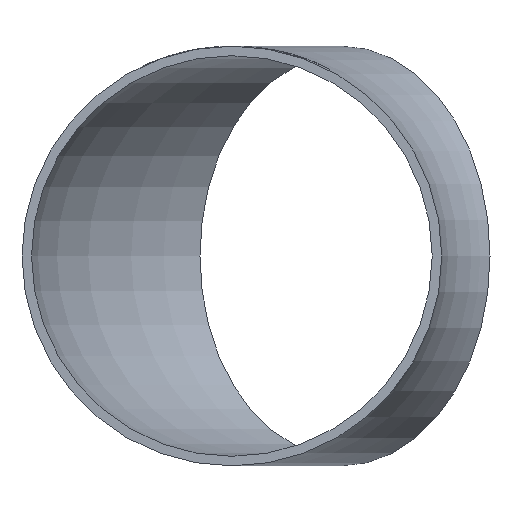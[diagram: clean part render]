
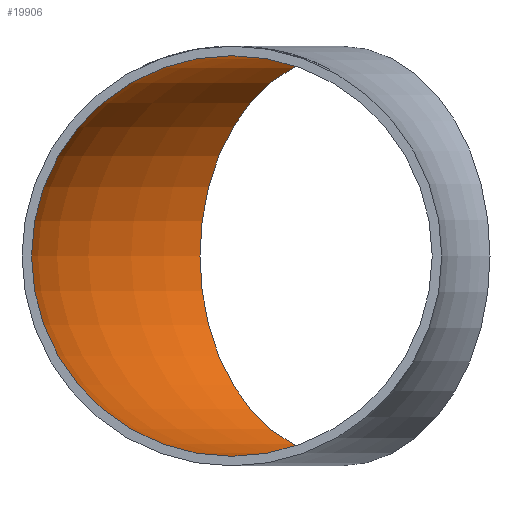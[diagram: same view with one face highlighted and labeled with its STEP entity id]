
A CAD part, front view. The second image highlights one B-rep face of the part: STEP entity #19906.
In plain terms, the highlighted toroidal (fillet/blend) face has major radius 102 mm and minor radius 54.55 mm.
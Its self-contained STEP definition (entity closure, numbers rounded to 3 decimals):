
#965 = EDGE_LOOP ( 'NONE', ( #19639 ) ) ;
#1407 = CARTESIAN_POINT ( 'NONE',  ( 0., 0., 0. ) ) ;
#3050 = FACE_OUTER_BOUND ( 'NONE', #13812, .T. ) ;
#3481 = DIRECTION ( 'NONE',  ( -0.707, 0.707, 0. ) ) ;
#4287 = AXIS2_PLACEMENT_3D ( 'NONE', #9406, #19012, #3481 ) ;
#4907 = FACE_OUTER_BOUND ( 'NONE', #965, .T. ) ;
#6064 = ORIENTED_EDGE ( 'NONE', *, *, #14078, .T. ) ;
#6087 = VERTEX_POINT ( 'NONE', #12430 ) ;
#8121 = DIRECTION ( 'NONE',  ( 0., 0., -1. ) ) ;
#9406 = CARTESIAN_POINT ( 'NONE',  ( -72.125, 72.125, 0. ) ) ;
#9728 = AXIS2_PLACEMENT_3D ( 'NONE', #1407, #8121, #10932 ) ;
#10501 = CARTESIAN_POINT ( 'NONE',  ( -102., 0., 0. ) ) ;
#10932 = DIRECTION ( 'NONE',  ( -1., 0., 0. ) ) ;
#12233 = VERTEX_POINT ( 'NONE', #20262 ) ;
#12430 = CARTESIAN_POINT ( 'NONE',  ( -102., 0., 54.55 ) ) ;
#13812 = EDGE_LOOP ( 'NONE', ( #6064 ) ) ;
#13818 = DIRECTION ( 'NONE',  ( 0., 1., 0. ) ) ;
#14078 = EDGE_CURVE ( 'NONE', #12233, #12233, #14214, .T. ) ;
#14214 = CIRCLE ( 'NONE', #4287, 54.55 ) ;
#15987 = TOROIDAL_SURFACE ( 'NONE', #9728, 102., 54.55 ) ;
#16492 = AXIS2_PLACEMENT_3D ( 'NONE', #10501, #13818, #19797 ) ;
#17731 = EDGE_CURVE ( 'NONE', #6087, #6087, #18152, .T. ) ;
#18152 = CIRCLE ( 'NONE', #16492, 54.55 ) ;
#19012 = DIRECTION ( 'NONE',  ( 0.707, 0.707, 0. ) ) ;
#19639 = ORIENTED_EDGE ( 'NONE', *, *, #17731, .F. ) ;
#19797 = DIRECTION ( 'NONE',  ( 0., 0., 1. ) ) ;
#19906 = ADVANCED_FACE ( 'NONE', ( #3050, #4907 ), #15987, .F. ) ;
#20262 = CARTESIAN_POINT ( 'NONE',  ( -110.698, 110.698, 0. ) ) ;
